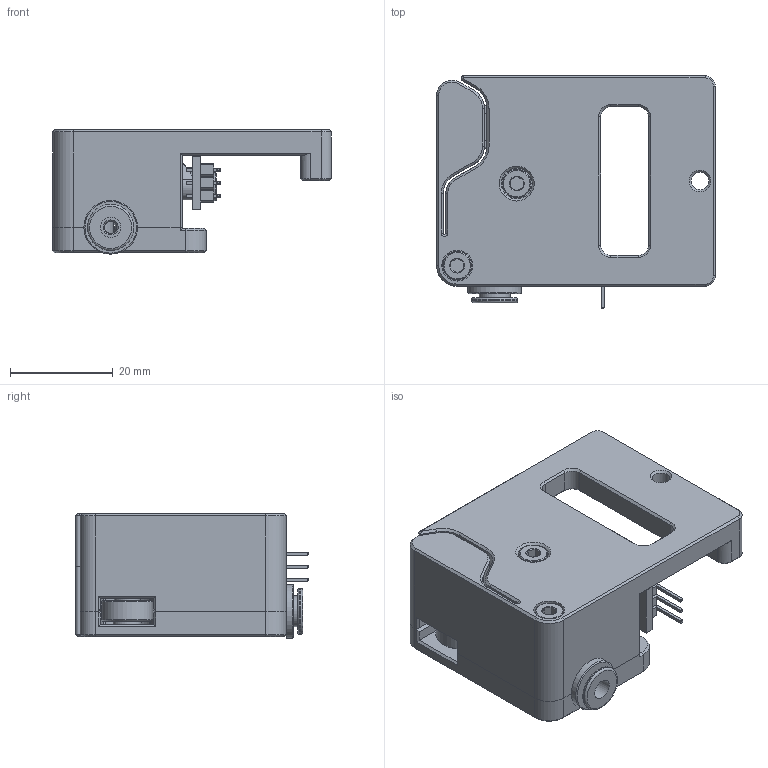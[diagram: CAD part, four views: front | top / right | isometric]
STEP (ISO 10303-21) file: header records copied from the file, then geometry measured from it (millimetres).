
FILE_DESCRIPTION(/* description */ (''),/* implementation_level */ '2;1');
FILE_NAME(/* name */ 'FilamentMotionSensor.step',/* time_stamp */ '2022-07-22T17:29:21+02:00',/* author */ (''),/* organization */ (''),/* preprocessor_version */ 'ST-DEVELOPER v19',/* originating_system */ 'Autodesk Translation Framework v11.7.0.108',/* authorisation */ '');
FILE_SCHEMA (('AUTOMOTIVE_DESIGN { 1 0 10303 214 3 1 1 }'));
Length unit declared in the file: millimetre
Products named in the file (22): FilamentMotionSensor; TCRT5000_PCB; M3x8SHCS; M3x16 SHCS (2)^Fan Assembly (1)_X Carriage (2); 623ZZ; M3x20SHCS; M3x20SHCS_1; M3x20SHCS_2; M3x16 SHCS (2)^Fan Assembly (1)_X Carriage (2)_1; M3 Threaded Insert; M3 Threaded Insert_1; M3 Threaded Insert (1)^VORON Clockwork_X Carriage; ECAS; EASUN ECAS04 v3; Main body; Release clip; Seal; BondTechDriveGear v6; Direct_Drivegear_without_setscrew (1)^Guidler_VORON Clockwork_X Carri
age; stift 3 x 20 (1)^Direct_Drivegear_without_setscrew (1)_Guidler_VORON 
Clockwork_X Carriage; Direct_Drivegear_without_setscrew (1)-39^Direct_Drivegear_without_set
screw (1)_Guidler_VORON Clockwork_X Carriage; K3x5x7 Needlebearing (1)^Direct_Drivegear_without_setscrew (1)_Guidle
r_VORON Clockwork_X Carriage
Assembly tree (25 placements, depth 4):
  FilamentMotionSensor
    TCRT5000_PCB
    M3x8SHCS
      M3x16 SHCS (2)^Fan Assembly (1)_X Carriage (2)
    623ZZ
    M3x20SHCS
      M3x16 SHCS (2)^Fan Assembly (1)_X Carriage (2)_1
    M3x20SHCS_1
      M3x16 SHCS (2)^Fan Assembly (1)_X Carriage (2)_1
    M3x20SHCS_2
      M3x16 SHCS (2)^Fan Assembly (1)_X Carriage (2)_1
    M3 Threaded Insert
      M3 Threaded Insert (1)^VORON Clockwork_X Carriage
    M3 Threaded Insert_1
      M3 Threaded Insert (1)^VORON Clockwork_X Carriage
    ECAS
      EASUN ECAS04 v3
        Main body
        Release clip
        Seal
    BondTechDriveGear v6
      Direct_Drivegear_without_setscrew (1)^Guidler_VORON Clockwork_X Carri
age
        stift 3 x 20 (1)^Direct_Drivegear_without_setscrew (1)_Guidler_VORON 
Clockwork_X Carriage
        K3x5x7 Needlebearing (1)^Direct_Drivegear_without_setscrew (1)_Guidle
r_VORON Clockwork_X Carriage  x2
        Direct_Drivegear_without_setscrew (1)-39^Direct_Drivegear_without_set
screw (1)_Guidler_VORON Clockwork_X Carriage
Bounding box: 54.3 x 45.26 x 24.23 mm (x, y, z)
Volume: 29742.3 mm3; surface area: 18719 mm2
Topology: 34 solids, 34 shells, 1070 faces, 2650 edges, 1679 vertices
Faces by surface type: plane 445, cylinder 293, bspline 166, cone 131, torus 33, sphere 2
Full cylindrical faces by diameter (mm): 1 x13, 2.4 x2, 2.7 x2, 2.9 x2, 3 x9, 3.1 x2, 3.2 x2, 3.3 x2, 3.4 x4, 4 x3, 4.2 x3, 4.25 x2, 4.6 x2, 4.7 x4, 5 x3, 5.05 x1, 5.5 x4, 5.6 x1, 6 x3, 7.5 x2, 8 x5, 8.47 x1, 9 x1, 9.2 x1, 10 x1, 10.45 x1
Entity records: 29092 total; most frequent: CARTESIAN_POINT 7888, DIRECTION 4478, ORIENTED_EDGE 4232, EDGE_CURVE 2116, AXIS2_PLACEMENT_3D 1722, VERTEX_POINT 1333, LINE 1034, VECTOR 1034
